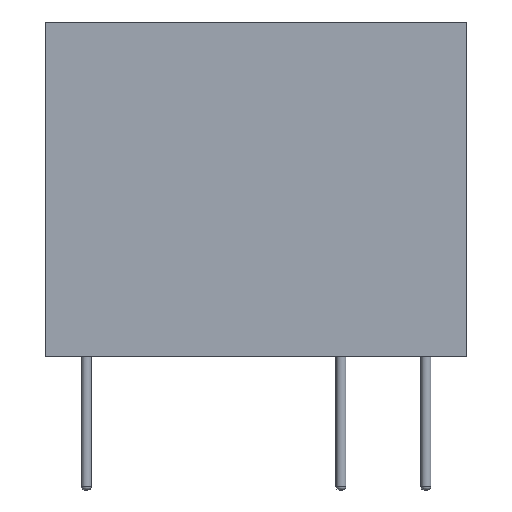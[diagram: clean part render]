
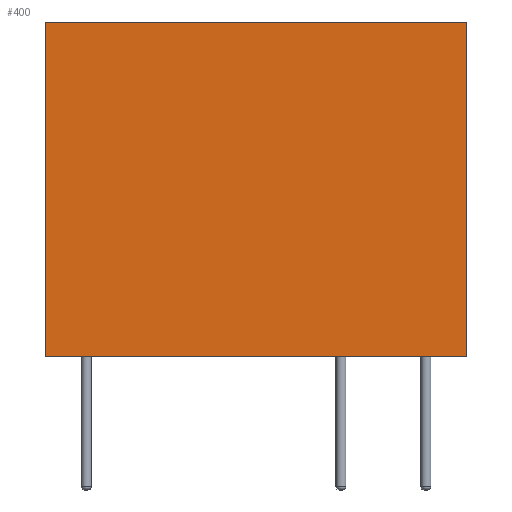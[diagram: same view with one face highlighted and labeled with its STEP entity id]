
A CAD part, front view. The second image highlights one B-rep face of the part: STEP entity #400.
In plain terms, the highlighted planar face has unit normal (0, -1, 0).
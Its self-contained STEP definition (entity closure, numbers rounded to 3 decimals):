
#110=FACE_OUTER_BOUND('',#140,.T.);
#140=EDGE_LOOP('',(#289,#290,#291,#292));
#172=LINE('',#749,#190);
#173=LINE('',#752,#191);
#174=LINE('',#754,#192);
#175=LINE('',#755,#193);
#190=VECTOR('',#592,10.);
#191=VECTOR('',#595,10.);
#192=VECTOR('',#596,10.);
#193=VECTOR('',#597,10.);
#206=VERTEX_POINT('',#743);
#208=VERTEX_POINT('',#747);
#209=VERTEX_POINT('',#751);
#210=VERTEX_POINT('',#753);
#240=EDGE_CURVE('',#206,#208,#172,.T.);
#241=EDGE_CURVE('',#206,#209,#173,.T.);
#242=EDGE_CURVE('',#210,#208,#174,.T.);
#243=EDGE_CURVE('',#209,#210,#175,.T.);
#289=ORIENTED_EDGE('',*,*,#241,.F.);
#290=ORIENTED_EDGE('',*,*,#240,.T.);
#291=ORIENTED_EDGE('',*,*,#242,.F.);
#292=ORIENTED_EDGE('',*,*,#243,.F.);
#382=PLANE('',#517);
#400=ADVANCED_FACE('',(#110),#382,.T.);
#517=AXIS2_PLACEMENT_3D('',#750,#593,#594);
#592=DIRECTION('',(0.,0.,1.));
#593=DIRECTION('center_axis',(0.,-1.,0.));
#594=DIRECTION('ref_axis',(1.,0.,0.));
#595=DIRECTION('',(-1.,0.,0.));
#596=DIRECTION('',(1.,0.,0.));
#597=DIRECTION('',(0.,0.,1.));
#743=CARTESIAN_POINT('',(6.3,-3.8,0.));
#747=CARTESIAN_POINT('',(6.3,-3.8,10.));
#749=CARTESIAN_POINT('',(6.3,-3.8,0.));
#750=CARTESIAN_POINT('Origin',(-6.3,-3.8,0.));
#751=CARTESIAN_POINT('',(-6.3,-3.8,0.));
#752=CARTESIAN_POINT('',(6.3,-3.8,0.));
#753=CARTESIAN_POINT('',(-6.3,-3.8,10.));
#754=CARTESIAN_POINT('',(6.3,-3.8,10.));
#755=CARTESIAN_POINT('',(-6.3,-3.8,0.));
